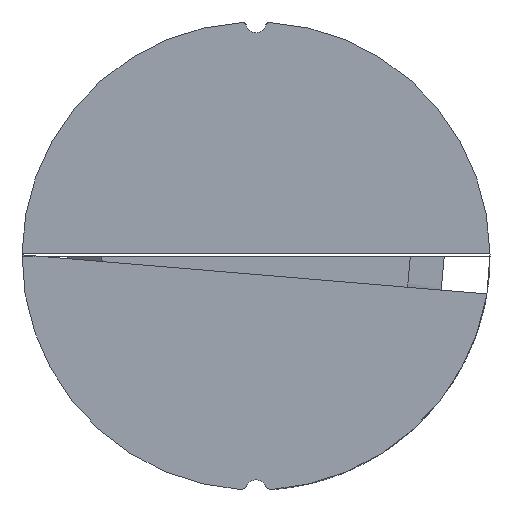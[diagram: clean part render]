
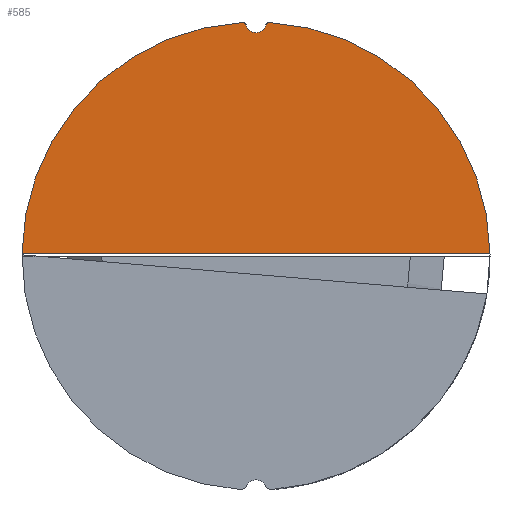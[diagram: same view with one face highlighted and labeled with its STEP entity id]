
A CAD part, front view. The second image highlights one B-rep face of the part: STEP entity #585.
In plain terms, the highlighted planar face has unit normal (0, -1, 0).
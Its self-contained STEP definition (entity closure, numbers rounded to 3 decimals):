
#19 = CARTESIAN_POINT ( 'NONE',  ( 1.452, 0., 34.069 ) ) ;
#22 = ORIENTED_EDGE ( 'NONE', *, *, #1017, .T. ) ;
#67 = VERTEX_POINT ( 'NONE', #119 ) ;
#116 = CIRCLE ( 'NONE', #760, 34.5 ) ;
#119 = CARTESIAN_POINT ( 'NONE',  ( 1.964, 0., 34.442 ) ) ;
#128 = EDGE_CURVE ( 'NONE', #848, #67, #513, .T. ) ;
#138 = CARTESIAN_POINT ( 'NONE',  ( -1.964, 0., 34.442 ) ) ;
#163 = VERTEX_POINT ( 'NONE', #138 ) ;
#177 = CARTESIAN_POINT ( 'NONE',  ( 0., 0., 34.446 ) ) ;
#184 = CARTESIAN_POINT ( 'NONE',  ( -1.936, 0., 33.943 ) ) ;
#191 = EDGE_LOOP ( 'NONE', ( #1313, #754, #463, #606, #22, #1514, #1373 ) ) ;
#223 = CIRCLE ( 'NONE', #1039, 1.5 ) ;
#247 = EDGE_CURVE ( 'NONE', #790, #1305, #901, .T. ) ;
#260 = DIRECTION ( 'NONE',  ( 0., 1., 0. ) ) ;
#371 = VECTOR ( 'NONE', #1493, 1000. ) ;
#401 = DIRECTION ( 'NONE',  ( 0., 1., 0. ) ) ;
#410 = DIRECTION ( 'NONE',  ( 0., 0., 1. ) ) ;
#419 = CIRCLE ( 'NONE', #645, 0.5 ) ;
#448 = VERTEX_POINT ( 'NONE', #1400 ) ;
#463 = ORIENTED_EDGE ( 'NONE', *, *, #860, .F. ) ;
#513 = CIRCLE ( 'NONE', #1383, 0.5 ) ;
#548 = CIRCLE ( 'NONE', #1011, 34.5 ) ;
#573 = AXIS2_PLACEMENT_3D ( 'NONE', #874, #1336, #1214 ) ;
#585 = ADVANCED_FACE ( 'NONE', ( #947 ), #611, .F. ) ;
#586 = DIRECTION ( 'NONE',  ( 0., 0., 1. ) ) ;
#606 = ORIENTED_EDGE ( 'NONE', *, *, #128, .F. ) ;
#611 = PLANE ( 'NONE',  #975 ) ;
#645 = AXIS2_PLACEMENT_3D ( 'NONE', #184, #1129, #1376 ) ;
#667 = LINE ( 'NONE', #689, #371 ) ;
#689 = CARTESIAN_POINT ( 'NONE',  ( 34.5, 0., 0.378 ) ) ;
#754 = ORIENTED_EDGE ( 'NONE', *, *, #1048, .T. ) ;
#760 = AXIS2_PLACEMENT_3D ( 'NONE', #1117, #401, #410 ) ;
#765 = DIRECTION ( 'NONE',  ( 0., 1., 0. ) ) ;
#790 = VERTEX_POINT ( 'NONE', #1324 ) ;
#823 = CARTESIAN_POINT ( 'NONE',  ( 1.936, 0., 33.943 ) ) ;
#841 = DIRECTION ( 'NONE',  ( 0., 1., 0. ) ) ;
#848 = VERTEX_POINT ( 'NONE', #19 ) ;
#852 = CARTESIAN_POINT ( 'NONE',  ( 0., 0., -0.002 ) ) ;
#856 = DIRECTION ( 'NONE',  ( 0., 1., 0. ) ) ;
#860 = EDGE_CURVE ( 'NONE', #67, #1021, #548, .T. ) ;
#872 = CARTESIAN_POINT ( 'NONE',  ( -1.452, 0., 34.069 ) ) ;
#874 = CARTESIAN_POINT ( 'NONE',  ( 0., 0., 34.446 ) ) ;
#901 = CIRCLE ( 'NONE', #573, 1.5 ) ;
#947 = FACE_OUTER_BOUND ( 'NONE', #191, .T. ) ;
#964 = DIRECTION ( 'NONE',  ( 0., 0., 1. ) ) ;
#975 = AXIS2_PLACEMENT_3D ( 'NONE', #1196, #841, #1081 ) ;
#1011 = AXIS2_PLACEMENT_3D ( 'NONE', #852, #260, #586 ) ;
#1017 = EDGE_CURVE ( 'NONE', #848, #790, #223, .T. ) ;
#1021 = VERTEX_POINT ( 'NONE', #1203 ) ;
#1039 = AXIS2_PLACEMENT_3D ( 'NONE', #177, #765, #1099 ) ;
#1048 = EDGE_CURVE ( 'NONE', #448, #1021, #667, .T. ) ;
#1064 = EDGE_CURVE ( 'NONE', #1305, #163, #419, .T. ) ;
#1081 = DIRECTION ( 'NONE',  ( 0., 0., 1. ) ) ;
#1099 = DIRECTION ( 'NONE',  ( 0., 0., 1. ) ) ;
#1117 = CARTESIAN_POINT ( 'NONE',  ( 0., 0., -0.002 ) ) ;
#1129 = DIRECTION ( 'NONE',  ( 0., -1., 0. ) ) ;
#1196 = CARTESIAN_POINT ( 'NONE',  ( 0., 0., 0. ) ) ;
#1203 = CARTESIAN_POINT ( 'NONE',  ( 34.498, 0., 0.378 ) ) ;
#1214 = DIRECTION ( 'NONE',  ( 0., 0., 1. ) ) ;
#1305 = VERTEX_POINT ( 'NONE', #872 ) ;
#1313 = ORIENTED_EDGE ( 'NONE', *, *, #1341, .F. ) ;
#1324 = CARTESIAN_POINT ( 'NONE',  ( 0., 0., 32.946 ) ) ;
#1336 = DIRECTION ( 'NONE',  ( 0., 1., 0. ) ) ;
#1341 = EDGE_CURVE ( 'NONE', #448, #163, #116, .T. ) ;
#1373 = ORIENTED_EDGE ( 'NONE', *, *, #1064, .T. ) ;
#1376 = DIRECTION ( 'NONE',  ( 0., 0., 1. ) ) ;
#1383 = AXIS2_PLACEMENT_3D ( 'NONE', #823, #856, #964 ) ;
#1400 = CARTESIAN_POINT ( 'NONE',  ( -34.498, 0., 0.378 ) ) ;
#1493 = DIRECTION ( 'NONE',  ( 1., 0., 0. ) ) ;
#1514 = ORIENTED_EDGE ( 'NONE', *, *, #247, .T. ) ;
